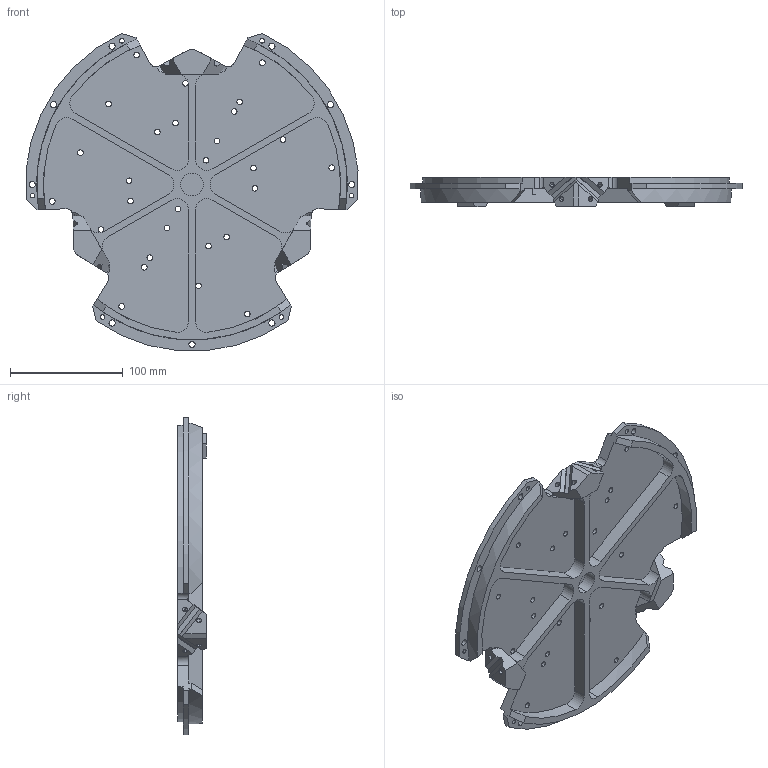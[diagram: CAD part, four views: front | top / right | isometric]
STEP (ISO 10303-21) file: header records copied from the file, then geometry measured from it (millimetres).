
FILE_DESCRIPTION (( 'STEP AP214' ), '1' );
FILE_NAME ('top-plate.STEP', '2020-10-06T12:15:14', ( '' ), ( '' ), 'SwSTEP 2.0', 'SolidWorks 2019', '' );
FILE_SCHEMA (( 'AUTOMOTIVE_DESIGN' ));
Length unit declared in the file: millimetre
Products named in the file (1): top-plate
Bounding box: 294.9 x 25.6 x 281.66 mm (x, y, z)
Volume: 665025.6 mm3; surface area: 167329.6 mm2
Topology: 1 solids, 1 shells, 314 faces, 904 edges, 577 vertices
Faces by surface type: cylinder 174, plane 108, cone 32
Entity records: 11325 total; most frequent: CARTESIAN_POINT 1845, DIRECTION 1814, ORIENTED_EDGE 1744, EDGE_CURVE 872, AXIS2_PLACEMENT_3D 654, VERTEX_POINT 577, LINE 506, VECTOR 506
